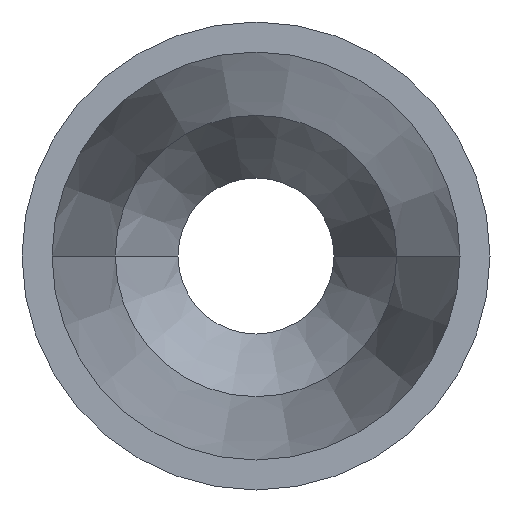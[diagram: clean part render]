
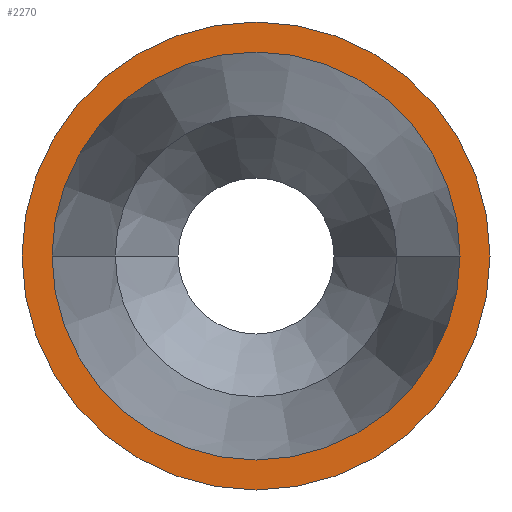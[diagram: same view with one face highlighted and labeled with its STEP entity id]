
A CAD part, front view. The second image highlights one B-rep face of the part: STEP entity #2270.
In plain terms, the highlighted planar face has unit normal (0, -1, 0).
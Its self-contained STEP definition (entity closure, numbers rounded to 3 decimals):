
#1710=CARTESIAN_POINT('',(1.7,-6.,0.));
#1720=VERTEX_POINT('',#1710);
#1810=CARTESIAN_POINT('',(-1.7,-6.,0.));
#1820=VERTEX_POINT('',#1810);
#1850=CARTESIAN_POINT('',(0.,-6.,0.));
#1860=DIRECTION('',(0.,1.,0.));
#1870=DIRECTION('',(1.,0.,0.));
#1880=AXIS2_PLACEMENT_3D('',#1850,#1860,#1870);
#1890=CIRCLE('',#1880,1.7);
#1900=EDGE_CURVE('',#1820,#1720,#1890,.T.);
#2020=CARTESIAN_POINT('',(1.825,-6.,0.));
#2030=DIRECTION('',(-0.,1.,0.));
#2040=DIRECTION('',(1.,0.,0.));
#2050=AXIS2_PLACEMENT_3D('',#2020,#2030,#2040);
#2060=PLANE('',#2050);
#2070=CARTESIAN_POINT('',(0.,-6.,0.));
#2080=DIRECTION('',(0.,1.,0.));
#2090=DIRECTION('',(1.,0.,0.));
#2100=AXIS2_PLACEMENT_3D('',#2070,#2080,#2090);
#2110=CIRCLE('',#2100,1.95);
#2120=CARTESIAN_POINT('',(1.95,-6.,0.));
#2130=VERTEX_POINT('',#2120);
#2140=CARTESIAN_POINT('',(-1.95,-6.,0.));
#2150=VERTEX_POINT('',#2140);
#2160=EDGE_CURVE('',#2130,#2150,#2110,.T.);
#2170=ORIENTED_EDGE('',*,*,#2160,.F.);
#2180=EDGE_CURVE('',#2150,#2130,#2110,.T.);
#2190=ORIENTED_EDGE('',*,*,#2180,.F.);
#2200=EDGE_LOOP('',(#2190,#2170));
#2210=FACE_OUTER_BOUND('',#2200,.T.);
#2220=EDGE_CURVE('',#1720,#1820,#1890,.T.);
#2230=ORIENTED_EDGE('',*,*,#2220,.T.);
#2240=ORIENTED_EDGE('',*,*,#1900,.T.);
#2250=EDGE_LOOP('',(#2240,#2230));
#2260=FACE_BOUND('',#2250,.T.);
#2270=ADVANCED_FACE('',(#2210,#2260),#2060,.F.);
